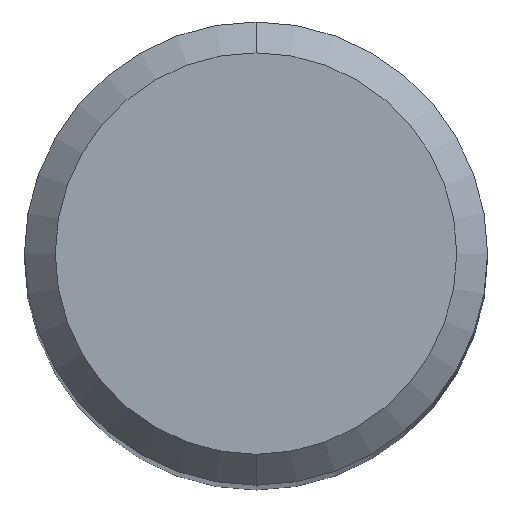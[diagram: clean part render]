
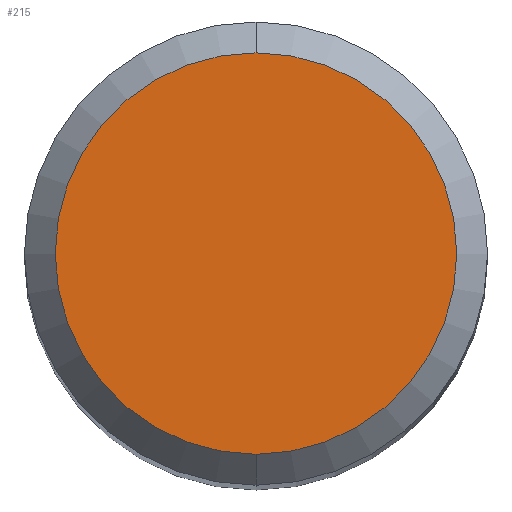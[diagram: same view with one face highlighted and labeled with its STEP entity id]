
A CAD part, top view. The second image highlights one B-rep face of the part: STEP entity #215.
In plain terms, the highlighted planar face has unit normal (0, 0, 1).
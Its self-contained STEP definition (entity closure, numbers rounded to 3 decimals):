
#179=EDGE_CURVE('',#439,#239,#471,.T.);
#215=ADVANCED_FACE('',(#511),#512,.T.);
#239=VERTEX_POINT('',#539);
#309=EDGE_CURVE('',#239,#439,#616,.T.);
#439=VERTEX_POINT('',#757);
#471=CIRCLE('',#786,2.6);
#511=FACE_OUTER_BOUND('',#874,.T.);
#512=PLANE('',#875);
#539=CARTESIAN_POINT('',(0.,-2.6,0.0));
#616=CIRCLE('',#1078,2.6);
#757=CARTESIAN_POINT('',(0.0,2.6,0.0));
#786=AXIS2_PLACEMENT_3D('',#1385,#1386,#1387);
#874=EDGE_LOOP('',(#1439,#1440));
#875=AXIS2_PLACEMENT_3D('',#1441,#1442,#1443);
#1078=AXIS2_PLACEMENT_3D('',#1571,#1572,#1573);
#1385=CARTESIAN_POINT('',(0.0,0.0,0.0));
#1386=DIRECTION('',(0.0,0.0,-1.0));
#1387=DIRECTION('',(0.0,1.0,0.0));
#1439=ORIENTED_EDGE('',*,*,#179,.F.);
#1440=ORIENTED_EDGE('',*,*,#309,.F.);
#1441=CARTESIAN_POINT('',(0.0,1.3,0.0));
#1442=DIRECTION('',(-0.0,0.0,1.0));
#1443=DIRECTION('',(0.0,-1.0,0.0));
#1571=CARTESIAN_POINT('',(0.0,0.0,0.0));
#1572=DIRECTION('',(0.0,0.0,-1.0));
#1573=DIRECTION('',(0.0,1.0,0.0));
